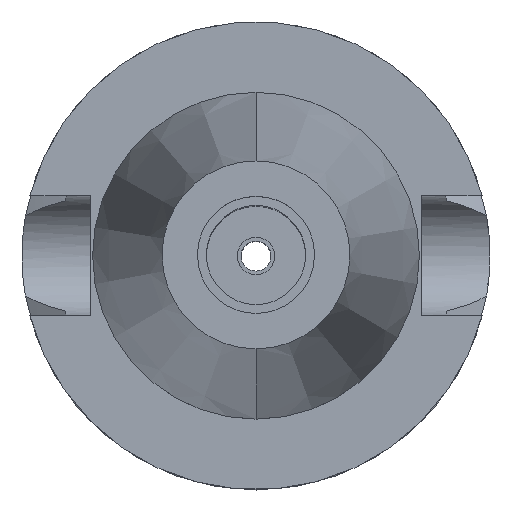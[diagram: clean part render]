
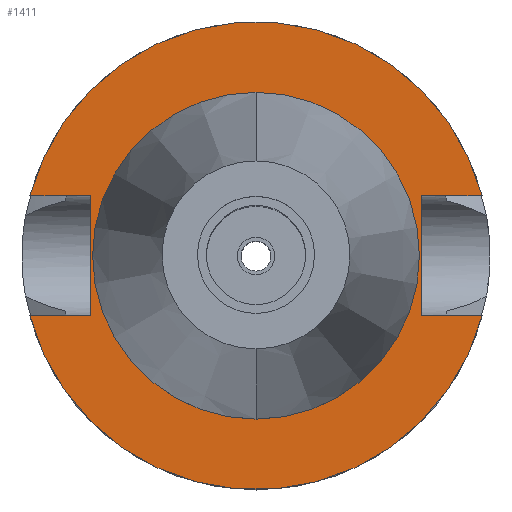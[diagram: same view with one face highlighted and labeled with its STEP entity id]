
A CAD part, top view. The second image highlights one B-rep face of the part: STEP entity #1411.
In plain terms, the highlighted planar face has unit normal (0, 0, 1).
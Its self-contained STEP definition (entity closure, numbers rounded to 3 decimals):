
#28 = EDGE_LOOP ( 'NONE', ( #1727, #794 ) ) ;
#80 = EDGE_CURVE ( 'NONE', #96, #206, #2994, .T. ) ;
#85 = PLANE ( 'NONE',  #1392 ) ;
#92 = CARTESIAN_POINT ( 'NONE',  ( 35.4, -12.85, -1.5 ) ) ;
#96 = VERTEX_POINT ( 'NONE', #3133 ) ;
#138 = EDGE_CURVE ( 'NONE', #206, #96, #2347, .T. ) ;
#145 = CARTESIAN_POINT ( 'NONE',  ( 48.321, -12.85, -1.5 ) ) ;
#153 = LINE ( 'NONE', #611, #1022 ) ;
#182 = CARTESIAN_POINT ( 'NONE',  ( -48.321, -12.85, -1.5 ) ) ;
#206 = VERTEX_POINT ( 'NONE', #2376 ) ;
#211 = DIRECTION ( 'NONE',  ( 0., 0., 1. ) ) ;
#226 = DIRECTION ( 'NONE',  ( 0., -1., 0. ) ) ;
#309 = EDGE_CURVE ( 'NONE', #3111, #1131, #351, .T. ) ;
#351 = CIRCLE ( 'NONE', #1372, 50. ) ;
#368 = VERTEX_POINT ( 'NONE', #1704 ) ;
#395 = DIRECTION ( 'NONE',  ( 0., 0., -1. ) ) ;
#421 = CARTESIAN_POINT ( 'NONE',  ( 0., 0., -1.5 ) ) ;
#425 = VECTOR ( 'NONE', #2373, 1000. ) ;
#534 = LINE ( 'NONE', #1772, #2050 ) ;
#611 = CARTESIAN_POINT ( 'NONE',  ( -35.4, -12.85, -1.5 ) ) ;
#622 = CARTESIAN_POINT ( 'NONE',  ( -48.321, 12.85, -1.5 ) ) ;
#706 = EDGE_CURVE ( 'NONE', #2191, #368, #757, .T. ) ;
#757 = CIRCLE ( 'NONE', #2079, 50. ) ;
#761 = CARTESIAN_POINT ( 'NONE',  ( -35.4, 12.85, -1.5 ) ) ;
#794 = ORIENTED_EDGE ( 'NONE', *, *, #80, .F. ) ;
#873 = VERTEX_POINT ( 'NONE', #92 ) ;
#942 = EDGE_CURVE ( 'NONE', #873, #3111, #534, .T. ) ;
#1022 = VECTOR ( 'NONE', #1109, 1000. ) ;
#1109 = DIRECTION ( 'NONE',  ( -1., 0., 0. ) ) ;
#1131 = VERTEX_POINT ( 'NONE', #182 ) ;
#1218 = LINE ( 'NONE', #1931, #2573 ) ;
#1235 = ORIENTED_EDGE ( 'NONE', *, *, #1266, .F. ) ;
#1266 = EDGE_CURVE ( 'NONE', #1568, #873, #1218, .T. ) ;
#1271 = DIRECTION ( 'NONE',  ( 0., -1., 0. ) ) ;
#1295 = EDGE_LOOP ( 'NONE', ( #2723, #2816, #2471, #1235, #2664, #2649, #2349, #2292 ) ) ;
#1342 = VERTEX_POINT ( 'NONE', #3013 ) ;
#1372 = AXIS2_PLACEMENT_3D ( 'NONE', #1970, #2222, #1271 ) ;
#1373 = AXIS2_PLACEMENT_3D ( 'NONE', #1686, #3076, #1673 ) ;
#1392 = AXIS2_PLACEMENT_3D ( 'NONE', #1519, #2997, #2963 ) ;
#1411 = ADVANCED_FACE ( 'NONE', ( #2273, #1504 ), #85, .F. ) ;
#1504 = FACE_BOUND ( 'NONE', #28, .T. ) ;
#1519 = CARTESIAN_POINT ( 'NONE',  ( 0., 0., -1.5 ) ) ;
#1551 = EDGE_CURVE ( 'NONE', #1568, #368, #1859, .T. ) ;
#1564 = VERTEX_POINT ( 'NONE', #3058 ) ;
#1568 = VERTEX_POINT ( 'NONE', #1616 ) ;
#1602 = DIRECTION ( 'NONE',  ( 1., 0., 0. ) ) ;
#1616 = CARTESIAN_POINT ( 'NONE',  ( 35.4, 12.85, -1.5 ) ) ;
#1648 = VECTOR ( 'NONE', #1602, 1000. ) ;
#1662 = DIRECTION ( 'NONE',  ( 0., -1., 0. ) ) ;
#1667 = CARTESIAN_POINT ( 'NONE',  ( 0., 0., -1.5 ) ) ;
#1673 = DIRECTION ( 'NONE',  ( 0., 1., 0. ) ) ;
#1686 = CARTESIAN_POINT ( 'NONE',  ( 0., 0., -1.5 ) ) ;
#1704 = CARTESIAN_POINT ( 'NONE',  ( 48.321, 12.85, -1.5 ) ) ;
#1727 = ORIENTED_EDGE ( 'NONE', *, *, #138, .F. ) ;
#1772 = CARTESIAN_POINT ( 'NONE',  ( 35.4, -12.85, -1.5 ) ) ;
#1810 = DIRECTION ( 'NONE',  ( 1., 0., 0. ) ) ;
#1820 = EDGE_CURVE ( 'NONE', #1564, #1131, #153, .T. ) ;
#1853 = DIRECTION ( 'NONE',  ( 0., 1., 0. ) ) ;
#1859 = LINE ( 'NONE', #2091, #1648 ) ;
#1931 = CARTESIAN_POINT ( 'NONE',  ( 35.4, 12.85, -1.5 ) ) ;
#1970 = CARTESIAN_POINT ( 'NONE',  ( 0., 0., -1.5 ) ) ;
#2050 = VECTOR ( 'NONE', #1810, 1000. ) ;
#2079 = AXIS2_PLACEMENT_3D ( 'NONE', #1667, #395, #1853 ) ;
#2091 = CARTESIAN_POINT ( 'NONE',  ( 35.4, 12.85, -1.5 ) ) ;
#2123 = LINE ( 'NONE', #3059, #425 ) ;
#2146 = EDGE_CURVE ( 'NONE', #1342, #2191, #2948, .T. ) ;
#2191 = VERTEX_POINT ( 'NONE', #622 ) ;
#2202 = DIRECTION ( 'NONE',  ( -1., 0., 0. ) ) ;
#2222 = DIRECTION ( 'NONE',  ( 0., 0., -1. ) ) ;
#2273 = FACE_OUTER_BOUND ( 'NONE', #1295, .T. ) ;
#2292 = ORIENTED_EDGE ( 'NONE', *, *, #2407, .F. ) ;
#2347 = CIRCLE ( 'NONE', #1373, 34.925 ) ;
#2349 = ORIENTED_EDGE ( 'NONE', *, *, #2146, .F. ) ;
#2373 = DIRECTION ( 'NONE',  ( 0., 1., 0. ) ) ;
#2376 = CARTESIAN_POINT ( 'NONE',  ( 0., 34.925, -1.5 ) ) ;
#2407 = EDGE_CURVE ( 'NONE', #1564, #1342, #2123, .T. ) ;
#2471 = ORIENTED_EDGE ( 'NONE', *, *, #942, .F. ) ;
#2573 = VECTOR ( 'NONE', #226, 1000. ) ;
#2602 = AXIS2_PLACEMENT_3D ( 'NONE', #421, #211, #1662 ) ;
#2649 = ORIENTED_EDGE ( 'NONE', *, *, #706, .F. ) ;
#2664 = ORIENTED_EDGE ( 'NONE', *, *, #1551, .T. ) ;
#2665 = VECTOR ( 'NONE', #2202, 1000. ) ;
#2723 = ORIENTED_EDGE ( 'NONE', *, *, #1820, .T. ) ;
#2816 = ORIENTED_EDGE ( 'NONE', *, *, #309, .F. ) ;
#2948 = LINE ( 'NONE', #761, #2665 ) ;
#2963 = DIRECTION ( 'NONE',  ( 0., -1., 0. ) ) ;
#2994 = CIRCLE ( 'NONE', #2602, 34.925 ) ;
#2997 = DIRECTION ( 'NONE',  ( 0., 0., -1. ) ) ;
#3013 = CARTESIAN_POINT ( 'NONE',  ( -35.4, 12.85, -1.5 ) ) ;
#3058 = CARTESIAN_POINT ( 'NONE',  ( -35.4, -12.85, -1.5 ) ) ;
#3059 = CARTESIAN_POINT ( 'NONE',  ( -35.4, -12.85, -1.5 ) ) ;
#3076 = DIRECTION ( 'NONE',  ( 0., 0., 1. ) ) ;
#3111 = VERTEX_POINT ( 'NONE', #145 ) ;
#3133 = CARTESIAN_POINT ( 'NONE',  ( 0., -34.925, -1.5 ) ) ;
